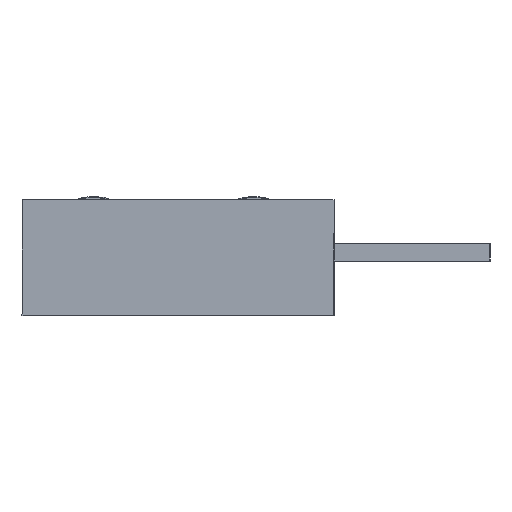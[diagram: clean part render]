
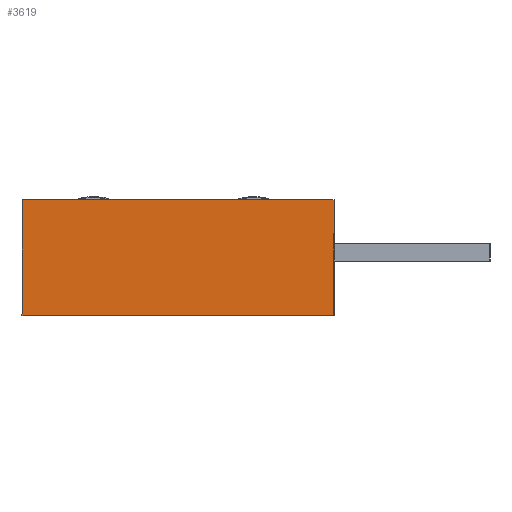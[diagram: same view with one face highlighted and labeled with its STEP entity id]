
A CAD part, left-side view. The second image highlights one B-rep face of the part: STEP entity #3619.
In plain terms, the highlighted face is planar.
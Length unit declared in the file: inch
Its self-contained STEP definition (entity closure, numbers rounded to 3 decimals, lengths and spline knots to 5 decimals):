
#116 = CARTESIAN_POINT ( 'NONE',  ( 0.065, 0.175, -0.29 ) ) ;
#317 = EDGE_CURVE ( 'NONE', #2138, #4045, #5894, .T. ) ;
#422 = DIRECTION ( 'NONE',  ( 1., 0., 0. ) ) ;
#465 = AXIS2_PLACEMENT_3D ( 'NONE', #1503, #3739, #422 ) ;
#1093 = ORIENTED_EDGE ( 'NONE', *, *, #317, .F. ) ;
#1109 = DIRECTION ( 'NONE',  ( 0., -1., 0. ) ) ;
#1503 = CARTESIAN_POINT ( 'NONE',  ( 0.065, 0.175, -0.29 ) ) ;
#1509 = EDGE_CURVE ( 'NONE', #4687, #4003, #5310, .T. ) ;
#1543 = CARTESIAN_POINT ( 'NONE',  ( 0.065, -0.175, -0.29 ) ) ;
#1705 = EDGE_LOOP ( 'NONE', ( #3306, #1093, #2342, #4818 ) ) ;
#2097 = CARTESIAN_POINT ( 'NONE',  ( -0.065, 0.175, -0.29 ) ) ;
#2138 = VERTEX_POINT ( 'NONE', #2713 ) ;
#2229 = CARTESIAN_POINT ( 'NONE',  ( 0.065, 0.175, -0.29 ) ) ;
#2282 = EDGE_CURVE ( 'NONE', #4003, #4045, #6550, .T. ) ;
#2342 = ORIENTED_EDGE ( 'NONE', *, *, #2985, .F. ) ;
#2713 = CARTESIAN_POINT ( 'NONE',  ( -0.065, 0.175, -0.29 ) ) ;
#2985 = EDGE_CURVE ( 'NONE', #4687, #2138, #5158, .T. ) ;
#3115 = FACE_OUTER_BOUND ( 'NONE', #1705, .T. ) ;
#3306 = ORIENTED_EDGE ( 'NONE', *, *, #2282, .T. ) ;
#3513 = DIRECTION ( 'NONE',  ( -1., 0., 0. ) ) ;
#3590 = VECTOR ( 'NONE', #3513, 39.37008 ) ;
#3619 = ADVANCED_FACE ( 'NONE', ( #3115 ), #5418, .F. ) ;
#3739 = DIRECTION ( 'NONE',  ( 0., 0., 1. ) ) ;
#3803 = VECTOR ( 'NONE', #1109, 39.37008 ) ;
#4003 = VERTEX_POINT ( 'NONE', #1543 ) ;
#4004 = DIRECTION ( 'NONE',  ( -1., 0., 0. ) ) ;
#4045 = VERTEX_POINT ( 'NONE', #6574 ) ;
#4075 = CARTESIAN_POINT ( 'NONE',  ( 0.065, -0.175, -0.29 ) ) ;
#4687 = VERTEX_POINT ( 'NONE', #6568 ) ;
#4818 = ORIENTED_EDGE ( 'NONE', *, *, #1509, .T. ) ;
#5158 = LINE ( 'NONE', #116, #5492 ) ;
#5310 = LINE ( 'NONE', #2229, #3803 ) ;
#5418 = PLANE ( 'NONE',  #465 ) ;
#5432 = DIRECTION ( 'NONE',  ( 0., -1., 0. ) ) ;
#5492 = VECTOR ( 'NONE', #4004, 39.37008 ) ;
#5723 = VECTOR ( 'NONE', #5432, 39.37008 ) ;
#5894 = LINE ( 'NONE', #2097, #5723 ) ;
#6550 = LINE ( 'NONE', #4075, #3590 ) ;
#6568 = CARTESIAN_POINT ( 'NONE',  ( 0.065, 0.175, -0.29 ) ) ;
#6574 = CARTESIAN_POINT ( 'NONE',  ( -0.065, -0.175, -0.29 ) ) ;
